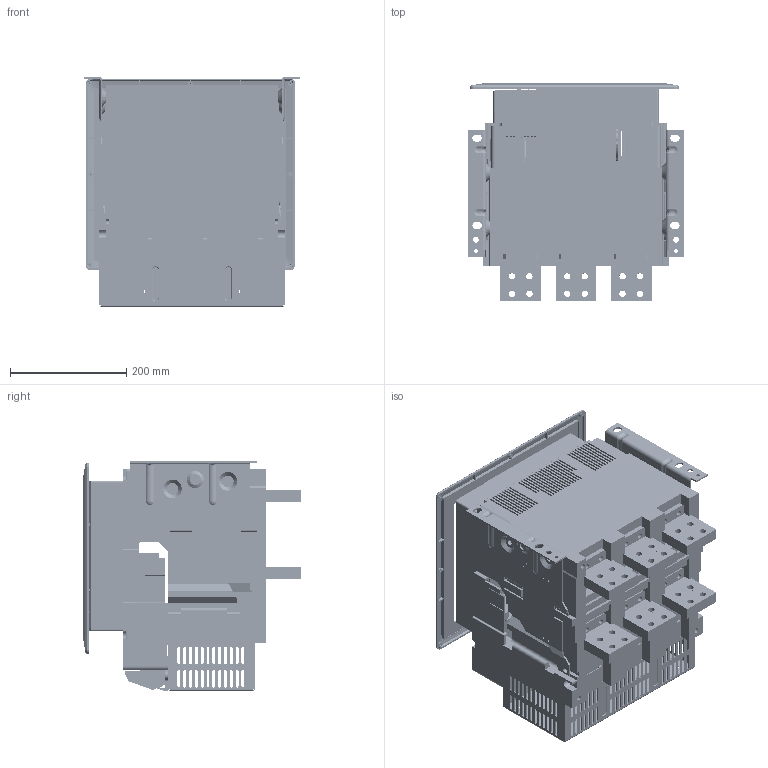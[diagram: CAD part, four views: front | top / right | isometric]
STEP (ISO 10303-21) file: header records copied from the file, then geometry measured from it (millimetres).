
FILE_DESCRIPTION((''),'2;1');
FILE_NAME('NA8-2500-2500-F-3P_ASM','2024-09-19T15:15:53',('dychun'),(''),'CREO PARAMETRIC BY PTC INC, 2020044','CREO PARAMETRIC BY PTC INC, 2020044','');
FILE_SCHEMA(('CONFIG_CONTROL_DESIGN','SHAPE_APPEARANCE_LAYERS_GROUPS'));
Products named in the file (31): 2500-JIZUO-3P_3; 2500-DIBAN-3P_2; 8ZTD_123_166_A_5; 8ZTD_123_167_A_5; 8060A0306108_3; 8060A0306109_3; 8ZTD_060_208_V4_3; 8ZTD_253_781_3; 8ZTD_253_577_6; 8282A0820014_6; 8ZTD_321_090_3; 8ZTD_253_780_3; 8ZTD_253_779_4; 8ZTD_282_1203_AF0_5; 5ZTD_060_113_2_ASM_4_ASM; 8ZTD_300_A051_1; 8ZTD_253_782_4; 8ZTD-064-138_4; 8ZTD-024-689_5; 8ZTD-860-511_5; 1600-DUANZI-CTS_ASM_4_ASM; 8-040-432_26; 8-004-030_99; 8-320-094_19; 8-860-KZQ_3; 8580A0412108_4; NA8-2500H-2500-F-3P_ASM_4_ASM; 8ZTD_320_088_2; 8ZTD-371-082; 250002_ASM; NA8-2500-2500-F-3P_ASM
Assembly tree (49 placements, depth 4):
  NA8-2500-2500-F-3P_ASM
    NA8-2500H-2500-F-3P_ASM_4_ASM
      2500-JIZUO-3P_3
      2500-DIBAN-3P_2
      8ZTD_123_166_A_5
      8ZTD_123_167_A_5
      8060A0306108_3
      8060A0306109_3
      5ZTD_060_113_2_ASM_4_ASM
        8ZTD_060_208_V4_3
        8ZTD_253_781_3
        8ZTD_253_577_6
        8282A0820014_6
        8ZTD_321_090_3
        8ZTD_253_780_3
        8ZTD_253_779_4
        8ZTD_282_1203_AF0_5  x2
      8ZTD_300_A051_1
      8ZTD_253_782_4
      1600-DUANZI-CTS_ASM_4_ASM
        8ZTD-064-138_4
        8ZTD-024-689_5  x14
        8ZTD-860-511_5
      8-040-432_26
      8-004-030_99
      8-320-094_19
      8-860-KZQ_3
      8580A0412108_4  x6
    250002_ASM
      8ZTD_320_088_2
      8ZTD-371-082
Bounding box: 370 x 375.01 x 395.5 mm (x, y, z)
Volume: 16758571.7 mm3; surface area: 2453030.3 mm2
Topology: 45 solids, 72 shells, 10585 faces, 29127 edges, 19292 vertices
Faces by surface type: plane 8046, cylinder 1715, extrusion 237, bspline 222, cone 142, torus 116, sphere 102, revolution 5
Entity records: 298310 total; most frequent: CARTESIAN_POINT 72987, ORIENTED_EDGE 38100, DIRECTION 34543, EDGE_CURVE 19066, VECTOR 13928, LINE 13691, VERTEX_POINT 12635, AXIS2_PLACEMENT_3D 10305
